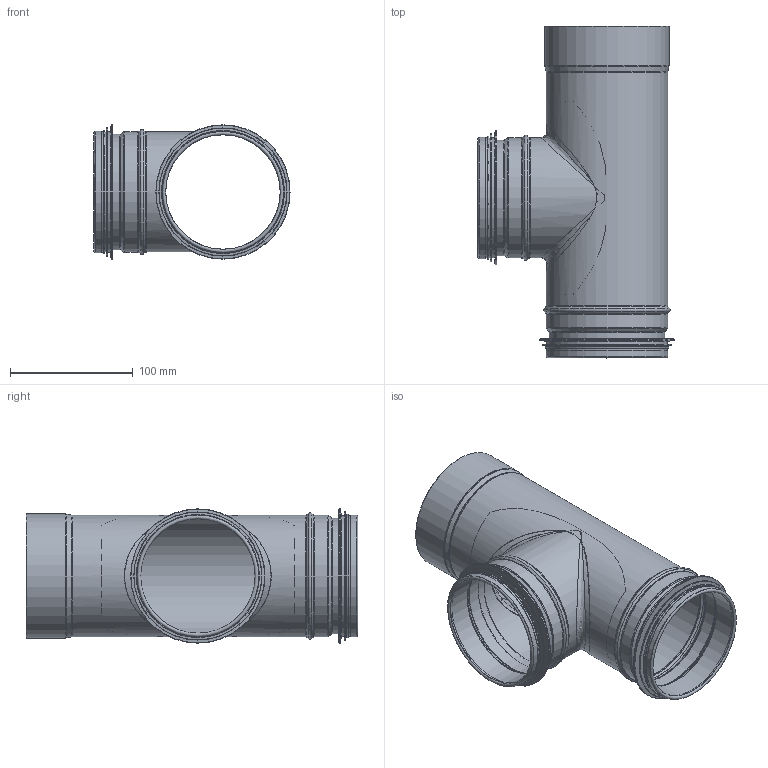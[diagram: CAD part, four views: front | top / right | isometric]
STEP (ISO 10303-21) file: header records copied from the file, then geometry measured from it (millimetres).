
FILE_DESCRIPTION((''),'2;1');
FILE_NAME('HTKM_100-100.stp','2014-02-21T07:59:39',(''),(''),'Autodesk Inventor 2013','Autodesk Inventor 2013','');
FILE_SCHEMA(('AUTOMOTIVE_DESIGN { 1 2 10303 214 0 1 1 1 }'));
Length unit declared in the file: millimetre
Products named in the file (5): HTKM_100-100; HTKMRörämne_100-100; 999003; HPS_100-100; HPSRörämne_100-100
Assembly tree (5 placements, depth 3):
  HTKM_100-100
    HTKMRörämne_100-100
    999003
    HPS_100-100
      HPSRörämne_100-100
      999003
Bounding box: 159.92 x 270.5 x 109.45 mm (x, y, z)
Volume: 78915.8 mm3; surface area: 255608.1 mm2
Topology: 4 solids, 4 shells, 117 faces, 241 edges, 134 vertices
Faces by surface type: cylinder 40, torus 37, plane 19, cone 17, bspline 4
Full cylindrical faces by diameter (mm): 93.25 x2, 94.25 x2, 95.45 x2, 97.05 x1, 98.05 x12, 99.05 x4, 100.25 x1, 101.25 x1, 104.45 x2, 109.45 x2
Entity records: 3521 total; most frequent: CARTESIAN_POINT 1479, DIRECTION 398, ORIENTED_EDGE 264, AXIS2_PLACEMENT_3D 189, EDGE_LOOP 178, EDGE_CURVE 132, VERTEX_POINT 112, STYLED_ITEM 101
